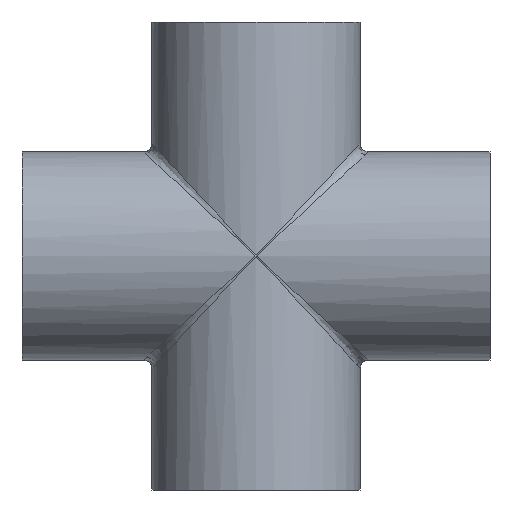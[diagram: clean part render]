
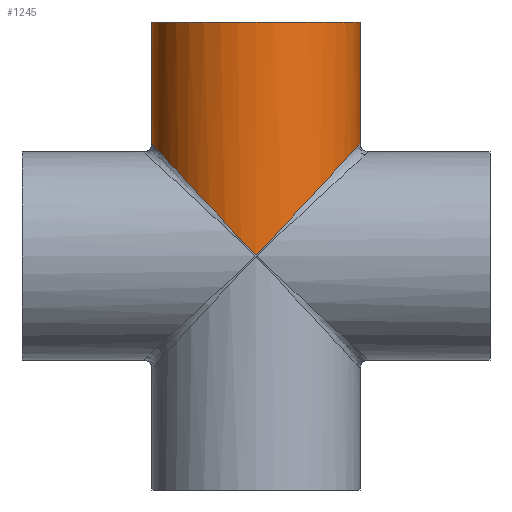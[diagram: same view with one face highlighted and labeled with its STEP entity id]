
A CAD part, front view. The second image highlights one B-rep face of the part: STEP entity #1245.
In plain terms, the highlighted cylindrical face has radius 38.1 mm (diameter 76.2 mm), a partial arc.
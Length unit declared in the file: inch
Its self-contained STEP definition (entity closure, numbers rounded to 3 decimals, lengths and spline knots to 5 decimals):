
#9 = ORIENTED_EDGE ( 'NONE', *, *, #1549, .T. ) ;
#27 = CARTESIAN_POINT ( 'NONE',  ( 0., -1.5, 0. ) ) ;
#114 = CARTESIAN_POINT ( 'NONE',  ( 1.5, 0., 1.61811 ) ) ;
#115 = VERTEX_POINT ( 'NONE', #27 ) ;
#136 = VECTOR ( 'NONE', #336, 39.37008 ) ;
#151 = AXIS2_PLACEMENT_3D ( 'NONE', #598, #724, #215 ) ;
#161 = CARTESIAN_POINT ( 'NONE',  ( 1.5, 0., 1.61811 ) ) ;
#183 = EDGE_CURVE ( 'NONE', #1207, #115, #1368, .T. ) ;
#214 = CYLINDRICAL_SURFACE ( 'NONE', #723, 1.5 ) ;
#215 = DIRECTION ( 'NONE',  ( 1., 0., 0. ) ) ;
#227 = CIRCLE ( 'NONE', #151, 1.5 ) ;
#239 = VERTEX_POINT ( 'NONE', #1620 ) ;
#279 = CARTESIAN_POINT ( 'NONE',  ( 0., -1.5, 0. ) ) ;
#315 = EDGE_CURVE ( 'NONE', #1000, #239, #227, .T. ) ;
#336 = DIRECTION ( 'NONE',  ( 0., 0., -1. ) ) ;
#362 = EDGE_CURVE ( 'NONE', #239, #702, #560, .T. ) ;
#390 = FACE_OUTER_BOUND ( 'NONE', #1593, .T. ) ;
#414 = DIRECTION ( 'NONE',  ( 0., 0., -1. ) ) ;
#453 = CARTESIAN_POINT ( 'NONE',  ( -1.5, 0., 1.61811 ) ) ;
#470 = ORIENTED_EDGE ( 'NONE', *, *, #1288, .T. ) ;
#531 = CARTESIAN_POINT ( 'NONE',  ( -1.5, 0., 1.61811 ) ) ;
#560 = LINE ( 'NONE', #970, #136 ) ;
#567 = CARTESIAN_POINT ( 'NONE',  ( -1.5, 0., 3.37402 ) ) ;
#598 = CARTESIAN_POINT ( 'NONE',  ( 0., 0., 3.37402 ) ) ;
#702 = VERTEX_POINT ( 'NONE', #161 ) ;
#723 = AXIS2_PLACEMENT_3D ( 'NONE', #808, #414, #932 ) ;
#724 = DIRECTION ( 'NONE',  ( 0., 0., 1. ) ) ;
#808 = CARTESIAN_POINT ( 'NONE',  ( 0., 0., 3.37402 ) ) ;
#912 = ORIENTED_EDGE ( 'NONE', *, *, #362, .F. ) ;
#914 = DIRECTION ( 'NONE',  ( 0., 0., -1. ) ) ;
#932 = DIRECTION ( 'NONE',  ( -1., 0., 0. ) ) ;
#970 = CARTESIAN_POINT ( 'NONE',  ( 1.5, 0., 3.37402 ) ) ;
#972 = CARTESIAN_POINT ( 'NONE',  ( 0., -1.5, 0. ) ) ;
#1000 = VERTEX_POINT ( 'NONE', #567 ) ;
#1027 = VECTOR ( 'NONE', #914, 39.37008 ) ;
#1038 = CARTESIAN_POINT ( 'NONE',  ( -1.5, -0.87868, 1.61811 ) ) ;
#1051 = ORIENTED_EDGE ( 'NONE', *, *, #183, .T. ) ;
#1086 = LINE ( 'NONE', #1187, #1027 ) ;
#1187 = CARTESIAN_POINT ( 'NONE',  ( -1.5, 0., 3.37402 ) ) ;
#1207 = VERTEX_POINT ( 'NONE', #453 ) ;
#1245 = ADVANCED_FACE ( 'NONE', ( #390 ), #214, .T. ) ;
#1280 =( BOUNDED_CURVE ( )  B_SPLINE_CURVE ( 3, ( #972, #1511, #1635, #114 ),
 .UNSPECIFIED., .F., .F. ) 
 B_SPLINE_CURVE_WITH_KNOTS ( ( 4, 4 ),
 ( 1.5708, 3.14159 ),
 .UNSPECIFIED. ) 
 CURVE ( )  GEOMETRIC_REPRESENTATION_ITEM ( )  RATIONAL_B_SPLINE_CURVE ( ( 1., 0.805, 0.805, 1. ) ) 
 REPRESENTATION_ITEM ( '' )  );
#1288 = EDGE_CURVE ( 'NONE', #1000, #1207, #1086, .T. ) ;
#1368 =( BOUNDED_CURVE ( )  B_SPLINE_CURVE ( 3, ( #531, #1038, #1553, #279 ),
 .UNSPECIFIED., .F., .F. ) 
 B_SPLINE_CURVE_WITH_KNOTS ( ( 4, 4 ),
 ( 0., 1.5708 ),
 .UNSPECIFIED. ) 
 CURVE ( )  GEOMETRIC_REPRESENTATION_ITEM ( )  RATIONAL_B_SPLINE_CURVE ( ( 1., 0.805, 0.805, 1. ) ) 
 REPRESENTATION_ITEM ( '' )  );
#1466 = ORIENTED_EDGE ( 'NONE', *, *, #315, .F. ) ;
#1511 = CARTESIAN_POINT ( 'NONE',  ( 0.87868, -1.5, 0.94787 ) ) ;
#1549 = EDGE_CURVE ( 'NONE', #115, #702, #1280, .T. ) ;
#1553 = CARTESIAN_POINT ( 'NONE',  ( -0.87868, -1.5, 0.94787 ) ) ;
#1593 = EDGE_LOOP ( 'NONE', ( #912, #1466, #470, #1051, #9 ) ) ;
#1620 = CARTESIAN_POINT ( 'NONE',  ( 1.5, 0., 3.37402 ) ) ;
#1635 = CARTESIAN_POINT ( 'NONE',  ( 1.5, -0.87868, 1.61811 ) ) ;
